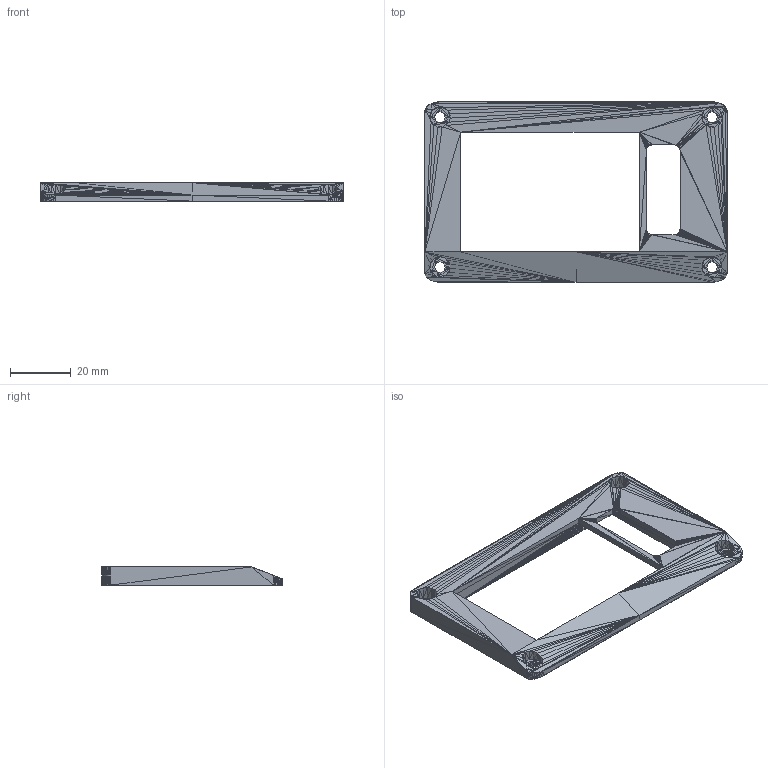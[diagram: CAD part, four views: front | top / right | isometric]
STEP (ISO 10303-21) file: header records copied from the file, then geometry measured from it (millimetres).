
FILE_DESCRIPTION((''),'2;1');
FILE_NAME('CaseTop', '2026-01-03T15:28:34', (''), (''), 'ImageToStl.com STEP Converter','', '');
FILE_SCHEMA(('AUTOMOTIVE_DESIGN_CC2'));
Length unit declared in the file: metre
Products named in the file (1): product0
Bounding box: 99.7 x 59.45 x 6 mm (x, y, z)
Surface area: 9824.8 mm2 (no closed solid volume)
Topology: 0 solids, 1297 shells, 1297 faces, 3843 edges, 616 vertices
Faces by surface type: plane 1297
Entity records: 29794 total; most frequent: DIRECTION 6487, ORIENTED_EDGE 3891, EDGE_CURVE 3891, LINE 3891, VECTOR 3891, AXIS2_PLACEMENT_3D 1298, FACE_SURFACE 1297, PLANE 1297
